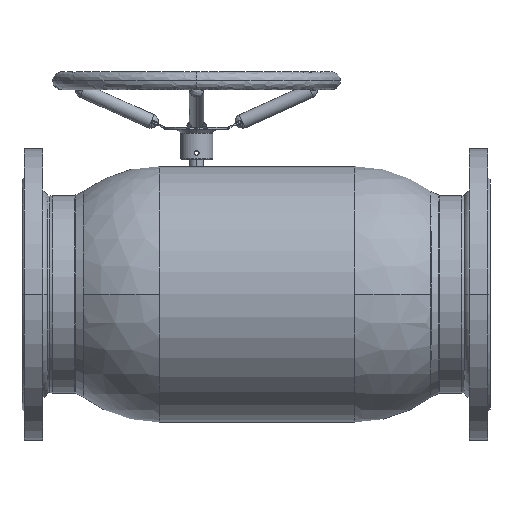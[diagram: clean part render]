
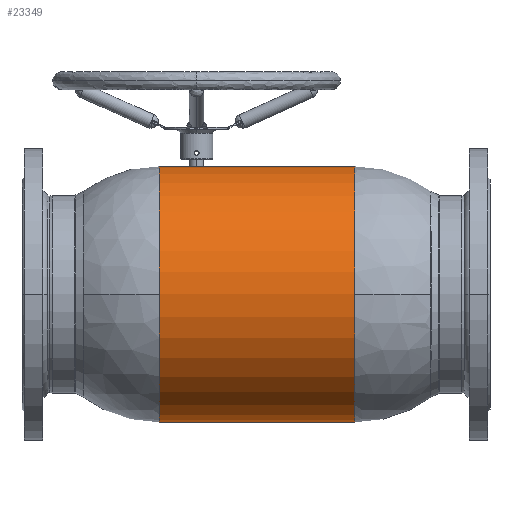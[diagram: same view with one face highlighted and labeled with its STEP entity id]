
A CAD part, front view. The second image highlights one B-rep face of the part: STEP entity #23349.
In plain terms, the highlighted cylindrical face has radius 177.8 mm (diameter 355.6 mm), a partial arc.
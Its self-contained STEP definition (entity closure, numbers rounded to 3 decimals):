
#622 = ORIENTED_EDGE ( 'NONE', *, *, #23569, .F. ) ;
#623 = ORIENTED_EDGE ( 'NONE', *, *, #20449, .F. ) ;
#624 = ORIENTED_EDGE ( 'NONE', *, *, #20397, .T. ) ;
#625 = ORIENTED_EDGE ( 'NONE', *, *, #20445, .T. ) ;
#626 = ORIENTED_EDGE ( 'NONE', *, *, #20412, .T. ) ;
#627 = ORIENTED_EDGE ( 'NONE', *, *, #20390, .F. ) ;
#13512 = CARTESIAN_POINT ( 'NONE',  ( -135.668, 0., -177.8 ) ) ;
#13527 = CARTESIAN_POINT ( 'NONE',  ( -135.668, -177.8, 0. ) ) ;
#13539 = CARTESIAN_POINT ( 'NONE',  ( -135.668, 0., 177.8 ) ) ;
#13541 = CARTESIAN_POINT ( 'NONE',  ( 135.668, 0., -177.8 ) ) ;
#13544 = CARTESIAN_POINT ( 'NONE',  ( 135.668, 0., 177.8 ) ) ;
#13552 = CARTESIAN_POINT ( 'NONE',  ( 135.668, -177.8, 0. ) ) ;
#20390 = EDGE_CURVE ( 'NONE', #44627, #44613, #50073, .T. ) ;
#20397 = EDGE_CURVE ( 'NONE', #44629, #44626, #50072, .T. ) ;
#20412 = EDGE_CURVE ( 'NONE', #44627, #44633, #40254, .T. ) ;
#20445 = EDGE_CURVE ( 'NONE', #44633, #44629, #40270, .T. ) ;
#20449 = EDGE_CURVE ( 'NONE', #44620, #44626, #40272, .T. ) ;
#23349 = ADVANCED_FACE ( 'NONE', ( #41300 ), #41315, .T. ) ;
#23569 = EDGE_CURVE ( 'NONE', #44613, #44620, #56144, .T. ) ;
#26889 = AXIS2_PLACEMENT_3D ( 'NONE', #41316, #41326, #41327 ) ;
#40242 = VECTOR ( 'NONE', #50079, 1000. ) ;
#40247 = VECTOR ( 'NONE', #50086, 1000. ) ;
#40254 = CIRCLE ( 'NONE', #40257, 177.8 ) ;
#40257 = AXIS2_PLACEMENT_3D ( 'NONE', #50102, #50104, #50105 ) ;
#40270 = CIRCLE ( 'NONE', #40273, 177.8 ) ;
#40272 = CIRCLE ( 'NONE', #40275, 177.8 ) ;
#40273 = AXIS2_PLACEMENT_3D ( 'NONE', #50144, #50145, #50146 ) ;
#40275 = AXIS2_PLACEMENT_3D ( 'NONE', #50148, #50150, #50151 ) ;
#41300 = FACE_OUTER_BOUND ( 'NONE', #64435, .T. ) ;
#41315 = CYLINDRICAL_SURFACE ( 'NONE', #26889, 177.8 ) ;
#41316 = CARTESIAN_POINT ( 'NONE',  ( 0., 0., 0. ) ) ;
#41326 = DIRECTION ( 'NONE',  ( -1., 0., 0. ) ) ;
#41327 = DIRECTION ( 'NONE',  ( 0., 0., 1. ) ) ;
#44613 = VERTEX_POINT ( 'NONE', #13512 ) ;
#44620 = VERTEX_POINT ( 'NONE', #13527 ) ;
#44626 = VERTEX_POINT ( 'NONE', #13539 ) ;
#44627 = VERTEX_POINT ( 'NONE', #13541 ) ;
#44629 = VERTEX_POINT ( 'NONE', #13544 ) ;
#44633 = VERTEX_POINT ( 'NONE', #13552 ) ;
#49988 = CARTESIAN_POINT ( 'NONE',  ( 0., 0., -177.8 ) ) ;
#50071 = CARTESIAN_POINT ( 'NONE',  ( 0., 0., 177.8 ) ) ;
#50072 = LINE ( 'NONE', #50071, #40247 ) ;
#50073 = LINE ( 'NONE', #49988, #40242 ) ;
#50079 = DIRECTION ( 'NONE',  ( -1., 0., 0. ) ) ;
#50086 = DIRECTION ( 'NONE',  ( -1., 0., 0. ) ) ;
#50102 = CARTESIAN_POINT ( 'NONE',  ( 135.668, 0., 0. ) ) ;
#50104 = DIRECTION ( 'NONE',  ( -1., 0., 0. ) ) ;
#50105 = DIRECTION ( 'NONE',  ( 0., 0., 1. ) ) ;
#50144 = CARTESIAN_POINT ( 'NONE',  ( 135.668, 0., 0. ) ) ;
#50145 = DIRECTION ( 'NONE',  ( -1., 0., 0. ) ) ;
#50146 = DIRECTION ( 'NONE',  ( 0., 0., 1. ) ) ;
#50148 = CARTESIAN_POINT ( 'NONE',  ( -135.668, 0., 0. ) ) ;
#50150 = DIRECTION ( 'NONE',  ( -1., 0., 0. ) ) ;
#50151 = DIRECTION ( 'NONE',  ( 0., 0., 1. ) ) ;
#56144 = CIRCLE ( 'NONE', #56146, 177.8 ) ;
#56146 = AXIS2_PLACEMENT_3D ( 'NONE', #72172, #72173, #72174 ) ;
#64435 = EDGE_LOOP ( 'NONE', ( #627, #626, #625, #624, #623, #622 ) ) ;
#72172 = CARTESIAN_POINT ( 'NONE',  ( -135.668, 0., 0. ) ) ;
#72173 = DIRECTION ( 'NONE',  ( -1., 0., 0. ) ) ;
#72174 = DIRECTION ( 'NONE',  ( 0., 0., 1. ) ) ;
